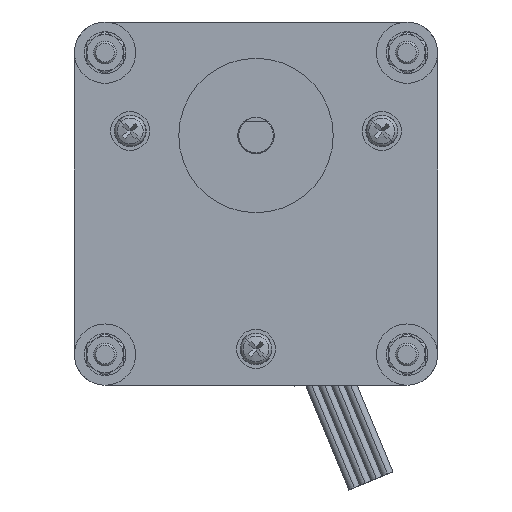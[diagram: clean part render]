
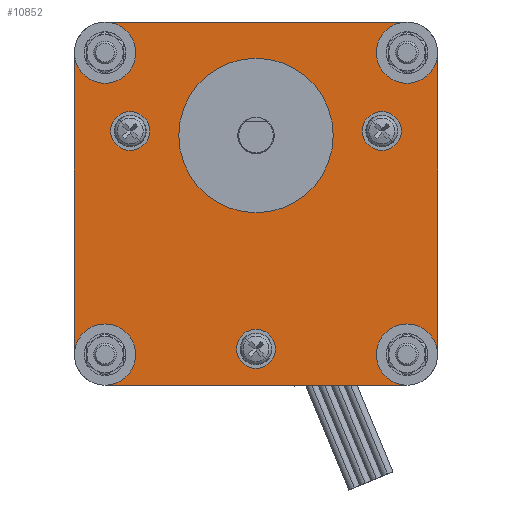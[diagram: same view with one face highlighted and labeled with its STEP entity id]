
A CAD part, left-side view. The second image highlights one B-rep face of the part: STEP entity #10852.
In plain terms, the highlighted planar face has unit normal (-1, 0, 0).
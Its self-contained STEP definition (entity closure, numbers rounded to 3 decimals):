
#10124=CARTESIAN_POINT('POINT10888',(0.7,40.,
   -48.25));
#10125=VERTEX_POINT('VERTEX10888',#10124);
#10132=CARTESIAN_POINT('POINT10889',(0.7,40.,
   18.25));
#10133=VERTEX_POINT('VERTEX10889',#10132);
#10134=CARTESIAN_POINT('POS15337',(0.7,40.,
   18.25));
#10135=DIRECTION('DIR22962',(0.,0.,-1.));
#10136=VECTOR('VEC7712',#10135,1.);
#10137=LINE('STRAIGHT7712',#10134,#10136);
#10138=EDGE_CURVE('EDGE17506',#10133,#10125,#10137,.T.);
#10154=CARTESIAN_POINT('POINT10890',(0.7,33.25,
   25.));
#10155=VERTEX_POINT('VERTEX10890',#10154);
#10178=CARTESIAN_POINT('POINT10892',(0.7,33.25,
   11.5));
#10179=VERTEX_POINT('VERTEX10892',#10178);
#10180=CARTESIAN_POINT('POS15343',(0.7,33.25,
   18.25));
#10181=DIRECTION('DIR22970',(1.,0.,0.));
#10182=DIRECTION('DIR22971',(0.,0.,-1.));
#10183=AXIS2_PLACEMENT_3D('AXIS7628',#10180,#10181,#10182);
#10184=CIRCLE('ELLIPSE3279',#10183,6.75);
#10185=EDGE_CURVE('EDGE17511',#10179,#10133,#10184,.T.);
#10205=EDGE_CURVE('EDGE17513',#10155,#10179,#10184,.T.);
#10219=CARTESIAN_POINT('POINT10894',(0.7,-33.25,
   25.));
#10220=VERTEX_POINT('VERTEX10894',#10219);
#10221=CARTESIAN_POINT('POS15347',(0.7,-33.25,
   25.));
#10222=DIRECTION('DIR22976',(0.,1.,0.));
#10223=VECTOR('VEC7718',#10222,1.);
#10224=LINE('STRAIGHT7718',#10221,#10223);
#10225=EDGE_CURVE('EDGE17515',#10220,#10155,#10224,.T.);
#10241=CARTESIAN_POINT('POINT10895',(0.7,-40.,
   18.25));
#10242=VERTEX_POINT('VERTEX10895',#10241);
#10265=CARTESIAN_POINT('POINT10897',(0.7,-26.5,
   18.25));
#10266=VERTEX_POINT('VERTEX10897',#10265);
#10267=CARTESIAN_POINT('POS15353',(0.7,-33.25,
   18.25));
#10268=DIRECTION('DIR22984',(1.,0.,0.));
#10269=DIRECTION('DIR22985',(0.,0.,-1.));
#10270=AXIS2_PLACEMENT_3D('AXIS7632',#10267,#10268,#10269);
#10271=CIRCLE('ELLIPSE3281',#10270,6.75);
#10272=EDGE_CURVE('EDGE17520',#10266,#10220,#10271,.T.);
#10293=EDGE_CURVE('EDGE17522',#10242,#10266,#10271,.T.);
#10314=CARTESIAN_POINT('POINT10899',(0.7,33.25,
   -55.));
#10315=VERTEX_POINT('VERTEX10899',#10314);
#10322=CARTESIAN_POINT('POINT10900',(0.7,26.5,
   -48.25));
#10323=VERTEX_POINT('VERTEX10900',#10322);
#10324=CARTESIAN_POINT('POS15359',(0.7,33.25,
   -48.25));
#10325=DIRECTION('DIR22993',(1.,0.,0.));
#10326=DIRECTION('DIR22994',(0.,0.,-1.));
#10327=AXIS2_PLACEMENT_3D('AXIS7635',#10324,#10325,#10326);
#10328=CIRCLE('ELLIPSE3283',#10327,6.75);
#10329=EDGE_CURVE('EDGE17526',#10323,#10315,#10328,.T.);
#10350=EDGE_CURVE('EDGE17528',#10125,#10323,#10328,.T.);
#10355=CARTESIAN_POINT('POINT10901',(0.7,0.,
   -42.7));
#10356=VERTEX_POINT('VERTEX10901',#10355);
#10363=CARTESIAN_POINT('POINT10902',(0.7,
   0.,-51.3));
#10364=VERTEX_POINT('VERTEX10902',#10363);
#10365=CARTESIAN_POINT('POS15363',(0.7,0.,
   -47.));
#10366=DIRECTION('DIR22999',(1.,0.,0.));
#10367=DIRECTION('DIR23000',(0.,0.,1.));
#10368=AXIS2_PLACEMENT_3D('AXIS7637',#10365,#10366,#10367);
#10369=CIRCLE('ELLIPSE3284',#10368,4.3);
#10370=EDGE_CURVE('EDGE17530',#10364,#10356,#10369,.T.);
#10390=EDGE_CURVE('EDGE17532',#10356,#10364,#10369,.T.);
#10395=CARTESIAN_POINT('POINT10903',(0.7,
   -27.713,5.3));
#10396=VERTEX_POINT('VERTEX10903',#10395);
#10403=CARTESIAN_POINT('POINT10904',(0.7,
   -27.713,-3.3));
#10404=VERTEX_POINT('VERTEX10904',#10403);
#10405=CARTESIAN_POINT('POS15367',(0.7,
   -27.713,1.));
#10406=DIRECTION('DIR23005',(1.,0.,0.));
#10407=DIRECTION('DIR23006',(0.,0.,1.));
#10408=AXIS2_PLACEMENT_3D('AXIS7639',#10405,#10406,#10407);
#10409=CIRCLE('ELLIPSE3285',#10408,4.3);
#10410=EDGE_CURVE('EDGE17534',#10404,#10396,#10409,.T.);
#10430=EDGE_CURVE('EDGE17536',#10396,#10404,#10409,.T.);
#10435=CARTESIAN_POINT('POINT10905',(0.7,
   27.713,5.3));
#10436=VERTEX_POINT('VERTEX10905',#10435);
#10443=CARTESIAN_POINT('POINT10906',(0.7,
   27.713,-3.3));
#10444=VERTEX_POINT('VERTEX10906',#10443);
#10445=CARTESIAN_POINT('POS15371',(0.7,
   27.713,1.));
#10446=DIRECTION('DIR23011',(1.,0.,0.));
#10447=DIRECTION('DIR23012',(0.,0.,1.));
#10448=AXIS2_PLACEMENT_3D('AXIS7641',#10445,#10446,#10447);
#10449=CIRCLE('ELLIPSE3286',#10448,4.3);
#10450=EDGE_CURVE('EDGE17538',#10444,#10436,#10449,.T.);
#10470=EDGE_CURVE('EDGE17540',#10436,#10444,#10449,.T.);
#10475=CARTESIAN_POINT('POINT10907',(0.7,
   0.,17.));
#10476=VERTEX_POINT('VERTEX10907',#10475);
#10484=CARTESIAN_POINT('POINT10908',(0.7,
   0.,-17.));
#10485=VERTEX_POINT('VERTEX10908',#10484);
#10492=CARTESIAN_POINT('POS15376',(0.7,0.,
   0.));
#10493=DIRECTION('DIR23018',(1.,0.,0.));
#10494=DIRECTION('DIR23019',(0.,0.,1.));
#10495=AXIS2_PLACEMENT_3D('AXIS7643',#10492,#10493,#10494);
#10496=CIRCLE('ELLIPSE3287',#10495,17.);
#10497=EDGE_CURVE('EDGE17543',#10476,#10485,#10496,.T.);
#10508=EDGE_CURVE('EDGE17544',#10485,#10476,#10496,.T.);
#10723=CARTESIAN_POINT('POINT10920',(0.7,-40.,
   -48.25));
#10724=VERTEX_POINT('VERTEX10920',#10723);
#10725=CARTESIAN_POINT('POS15398',(0.7,-40.,-15.));
#10726=DIRECTION('DIR23053',(0.,0.,1.));
#10727=VECTOR('VEC7743',#10726,1.);
#10728=LINE('STRAIGHT7743',#10725,#10727);
#10729=EDGE_CURVE('EDGE17566',#10724,#10242,#10728,.T.);
#10785=CARTESIAN_POINT('POINT10922',(0.7,-33.25,
   -55.));
#10786=VERTEX_POINT('VERTEX10922',#10785);
#10793=CARTESIAN_POINT('POS15405',(0.7,33.25,
   -55.));
#10794=DIRECTION('DIR23063',(0.,-1.,0.));
#10795=VECTOR('VEC7747',#10794,1.);
#10796=LINE('STRAIGHT7747',#10793,#10795);
#10797=EDGE_CURVE('EDGE17571',#10315,#10786,#10796,.T.);
#10808=ORIENTED_EDGE('COEDGE35116',*,*,#10508,.T.);
#10809=ORIENTED_EDGE('COEDGE35117',*,*,#10497,.T.);
#10810=EDGE_LOOP('NONE',(#10808,#10809));
#10811=FACE_BOUND('LOOP1',#10810,.T.);
#10812=ORIENTED_EDGE('COEDGE35118',*,*,#10470,.T.);
#10813=ORIENTED_EDGE('COEDGE35119',*,*,#10450,.T.);
#10814=EDGE_LOOP('NONE',(#10812,#10813));
#10815=FACE_BOUND('LOOP1',#10814,.T.);
#10816=ORIENTED_EDGE('COEDGE35120',*,*,#10430,.T.);
#10817=ORIENTED_EDGE('COEDGE35121',*,*,#10410,.T.);
#10818=EDGE_LOOP('NONE',(#10816,#10817));
#10819=FACE_BOUND('LOOP1',#10818,.T.);
#10820=ORIENTED_EDGE('COEDGE35122',*,*,#10390,.T.);
#10821=ORIENTED_EDGE('COEDGE35123',*,*,#10370,.T.);
#10822=EDGE_LOOP('NONE',(#10820,#10821));
#10823=FACE_BOUND('LOOP1',#10822,.T.);
#10824=ORIENTED_EDGE('COEDGE35124',*,*,#10350,.T.);
#10825=ORIENTED_EDGE('COEDGE35125',*,*,#10329,.T.);
#10826=ORIENTED_EDGE('COEDGE35126',*,*,#10797,.T.);
#10827=CARTESIAN_POINT('POINT10923',(0.7,-33.25,
   -41.5));
#10828=VERTEX_POINT('VERTEX10923',#10827);
#10829=CARTESIAN_POINT('POS15407',(0.7,-33.25,
   -48.25));
#10830=DIRECTION('DIR23066',(1.,0.,0.));
#10831=DIRECTION('DIR23067',(0.,0.,-1.));
#10832=AXIS2_PLACEMENT_3D('AXIS7660',#10829,#10830,#10831);
#10833=CIRCLE('ELLIPSE3296',#10832,6.75);
#10834=EDGE_CURVE('EDGE17572',#10786,#10828,#10833,.T.);
#10835=ORIENTED_EDGE('COEDGE35127',*,*,#10834,.T.);
#10836=EDGE_CURVE('EDGE17573',#10828,#10724,#10833,.T.);
#10837=ORIENTED_EDGE('COEDGE35128',*,*,#10836,.T.);
#10838=ORIENTED_EDGE('COEDGE35129',*,*,#10729,.T.);
#10839=ORIENTED_EDGE('COEDGE35130',*,*,#10293,.T.);
#10840=ORIENTED_EDGE('COEDGE35131',*,*,#10272,.T.);
#10841=ORIENTED_EDGE('COEDGE35132',*,*,#10225,.T.);
#10842=ORIENTED_EDGE('COEDGE35133',*,*,#10205,.T.);
#10843=ORIENTED_EDGE('COEDGE35134',*,*,#10185,.T.);
#10844=ORIENTED_EDGE('COEDGE35135',*,*,#10138,.T.);
#10845=EDGE_LOOP('NONE',(#10824,#10825,#10826,#10835,#10837,#10838,
   #10839,#10840,#10841,#10842,#10843,#10844));
#10846=FACE_BOUND('LOOP1',#10845,.T.);
#10847=CARTESIAN_POINT('POS15408',(0.7,0.,
   -15.));
#10848=DIRECTION('DIR23068',(1.,0.,0.));
#10849=DIRECTION('DIR23069',(0.,1.,0.));
#10850=AXIS2_PLACEMENT_3D('AXIS7661',#10847,#10848,#10849);
#10851=PLANE('PLANE3066',#10850);
#10852=ADVANCED_FACE('FACE7230',(#10811,#10815,#10819,#10823,#10846),
   #10851,.F.);
